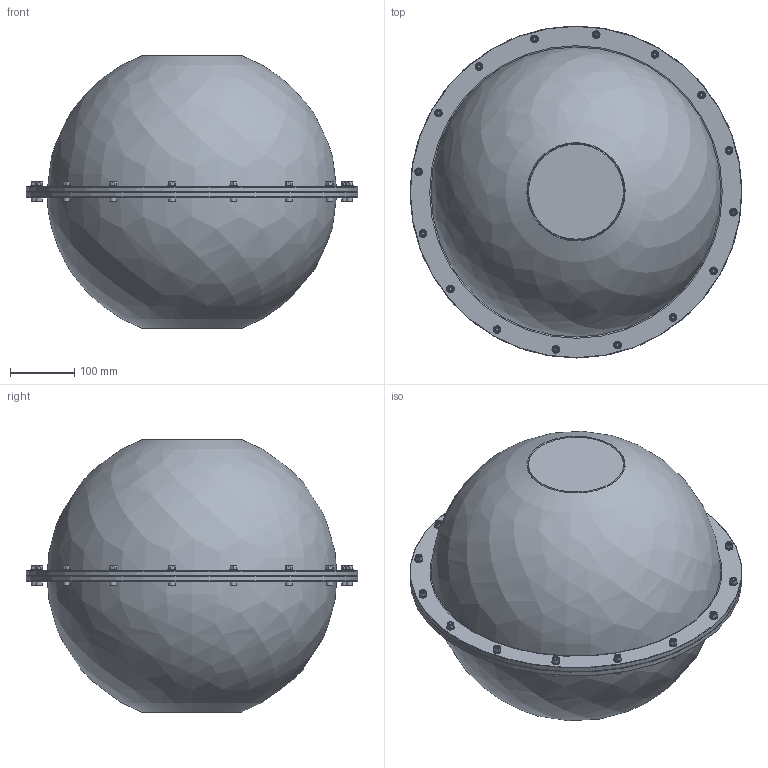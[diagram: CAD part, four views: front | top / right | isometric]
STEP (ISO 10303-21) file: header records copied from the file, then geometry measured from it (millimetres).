
FILE_DESCRIPTION(('FreeCAD Model'),'2;1');
FILE_NAME('Open CASCADE Shape Model','2025-05-03T14:16:16',('FreeCAD'),( 'FreeCAD'),'Open CASCADE STEP processor 7.6','FreeCAD','Unknown');
FILE_SCHEMA(('AUTOMOTIVE_DESIGN { 1 0 10303 214 1 1 1 1 }'));
Length unit declared in the file: millimetre
Products named in the file (1): Open CASCADE STEP translator 7.6 1
Bounding box: 515 x 515 x 423.41 mm (x, y, z)
Volume: 6834119.5 mm3; surface area: 1567756.1 mm2
Topology: 72 solids, 72 shells, 937 faces, 1999 edges, 1224 vertices
Faces by surface type: plane 482, cone 226, cylinder 191, torus 34, revolution 4
Full cylindrical faces by diameter (mm): 4.134 x12, 4.917 x16, 5 x16, 6 x48, 6.4 x16, 10 x16, 12 x16, 40 x1, 80 x1, 89 x2, 150 x4, 430 x2, 450 x4, 469 x1, 484 x2, 515 x2
Entity records: 36026 total; most frequent: CARTESIAN_POINT 16758, ORIENTED_EDGE 3966, DIRECTION 3784, EDGE_CURVE 1983, AXIS2_PLACEMENT_3D 1662, VERTEX_POINT 1224, FACE_BOUND 1137, EDGE_LOOP 1137
